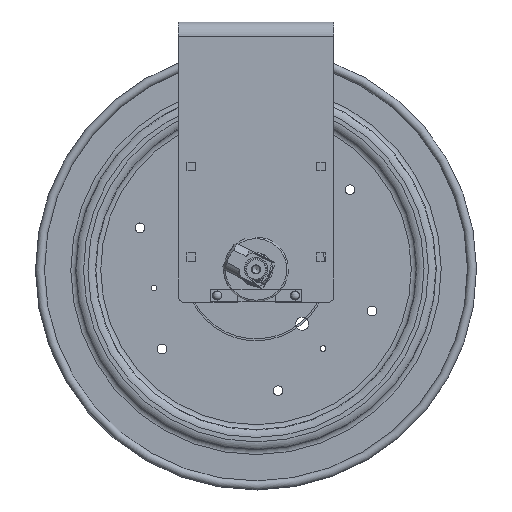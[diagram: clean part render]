
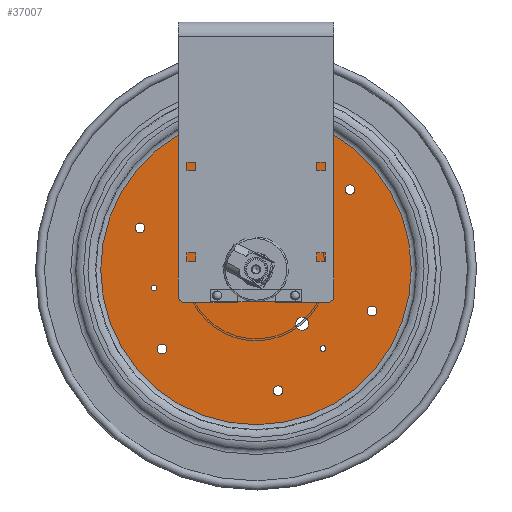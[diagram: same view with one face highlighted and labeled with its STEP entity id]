
A CAD part, left-side view. The second image highlights one B-rep face of the part: STEP entity #37007.
In plain terms, the highlighted planar face has unit normal (-1, 0, 0).
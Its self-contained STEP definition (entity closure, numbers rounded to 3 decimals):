
#10027=FACE_BOUND('',#12971,.T.);
#10028=FACE_BOUND('',#12972,.T.);
#10029=FACE_BOUND('',#12973,.T.);
#10030=FACE_BOUND('',#12974,.T.);
#10031=FACE_BOUND('',#12975,.T.);
#10032=FACE_BOUND('',#12976,.T.);
#10033=FACE_BOUND('',#12977,.T.);
#10034=FACE_BOUND('',#12978,.T.);
#10035=FACE_BOUND('',#12979,.T.);
#10036=FACE_BOUND('',#12980,.T.);
#10037=FACE_BOUND('',#12981,.T.);
#10038=FACE_BOUND('',#12982,.T.);
#10039=FACE_BOUND('',#12983,.T.);
#11341=FACE_OUTER_BOUND('',#12970,.T.);
#12970=EDGE_LOOP('',(#32925,#32926));
#12971=EDGE_LOOP('',(#32927));
#12972=EDGE_LOOP('',(#32928));
#12973=EDGE_LOOP('',(#32929));
#12974=EDGE_LOOP('',(#32930));
#12975=EDGE_LOOP('',(#32931));
#12976=EDGE_LOOP('',(#32932));
#12977=EDGE_LOOP('',(#32933));
#12978=EDGE_LOOP('',(#32934));
#12979=EDGE_LOOP('',(#32935));
#12980=EDGE_LOOP('',(#32936));
#12981=EDGE_LOOP('',(#32937));
#12982=EDGE_LOOP('',(#32938));
#12983=EDGE_LOOP('',(#32939));
#13638=CIRCLE('',#38638,0.43);
#13639=CIRCLE('',#38640,0.25);
#13640=CIRCLE('',#38642,0.25);
#13641=CIRCLE('',#38644,0.25);
#13642=CIRCLE('',#38646,0.11);
#13643=CIRCLE('',#38648,0.188);
#13644=CIRCLE('',#38650,0.188);
#13645=CIRCLE('',#38652,0.188);
#13646=CIRCLE('',#38654,0.188);
#13647=CIRCLE('',#38656,0.188);
#13648=CIRCLE('',#38658,0.188);
#13649=CIRCLE('',#38660,0.11);
#13650=CIRCLE('',#38662,0.11);
#13667=CIRCLE('',#38686,5.983);
#13668=CIRCLE('',#38687,5.983);
#18203=VERTEX_POINT('',#71101);
#18204=VERTEX_POINT('',#71105);
#18205=VERTEX_POINT('',#71109);
#18206=VERTEX_POINT('',#71113);
#18207=VERTEX_POINT('',#71117);
#18208=VERTEX_POINT('',#71121);
#18209=VERTEX_POINT('',#71125);
#18210=VERTEX_POINT('',#71129);
#18211=VERTEX_POINT('',#71133);
#18212=VERTEX_POINT('',#71137);
#18213=VERTEX_POINT('',#71141);
#18214=VERTEX_POINT('',#71145);
#18215=VERTEX_POINT('',#71149);
#18228=VERTEX_POINT('',#71187);
#18229=VERTEX_POINT('',#71188);
#24170=EDGE_CURVE('',#18203,#18203,#13638,.T.);
#24172=EDGE_CURVE('',#18204,#18204,#13639,.T.);
#24174=EDGE_CURVE('',#18205,#18205,#13640,.T.);
#24176=EDGE_CURVE('',#18206,#18206,#13641,.T.);
#24178=EDGE_CURVE('',#18207,#18207,#13642,.T.);
#24179=EDGE_CURVE('',#18208,#18208,#13643,.T.);
#24181=EDGE_CURVE('',#18209,#18209,#13644,.T.);
#24183=EDGE_CURVE('',#18210,#18210,#13645,.T.);
#24185=EDGE_CURVE('',#18211,#18211,#13646,.T.);
#24187=EDGE_CURVE('',#18212,#18212,#13647,.T.);
#24189=EDGE_CURVE('',#18213,#18213,#13648,.T.);
#24192=EDGE_CURVE('',#18214,#18214,#13649,.T.);
#24194=EDGE_CURVE('',#18215,#18215,#13650,.T.);
#24211=EDGE_CURVE('',#18228,#18229,#13667,.T.);
#24212=EDGE_CURVE('',#18229,#18228,#13668,.T.);
#32925=ORIENTED_EDGE('',*,*,#24211,.F.);
#32926=ORIENTED_EDGE('',*,*,#24212,.F.);
#32927=ORIENTED_EDGE('',*,*,#24170,.T.);
#32928=ORIENTED_EDGE('',*,*,#24172,.T.);
#32929=ORIENTED_EDGE('',*,*,#24174,.T.);
#32930=ORIENTED_EDGE('',*,*,#24176,.T.);
#32931=ORIENTED_EDGE('',*,*,#24178,.T.);
#32932=ORIENTED_EDGE('',*,*,#24179,.T.);
#32933=ORIENTED_EDGE('',*,*,#24181,.T.);
#32934=ORIENTED_EDGE('',*,*,#24183,.T.);
#32935=ORIENTED_EDGE('',*,*,#24185,.T.);
#32936=ORIENTED_EDGE('',*,*,#24187,.T.);
#32937=ORIENTED_EDGE('',*,*,#24189,.T.);
#32938=ORIENTED_EDGE('',*,*,#24192,.T.);
#32939=ORIENTED_EDGE('',*,*,#24194,.T.);
#34334=PLANE('',#38685);
#37007=ADVANCED_FACE('',(#11341,#10027,#10028,#10029,#10030,#10031,#10032,
#10033,#10034,#10035,#10036,#10037,#10038,#10039),#34334,.T.);
#38638=AXIS2_PLACEMENT_3D('',#71103,#45299,#45300);
#38640=AXIS2_PLACEMENT_3D('',#71107,#45304,#45305);
#38642=AXIS2_PLACEMENT_3D('',#71111,#45309,#45310);
#38644=AXIS2_PLACEMENT_3D('',#71115,#45314,#45315);
#38646=AXIS2_PLACEMENT_3D('',#71119,#45319,#45320);
#38648=AXIS2_PLACEMENT_3D('',#71122,#45323,#45324);
#38650=AXIS2_PLACEMENT_3D('',#71126,#45328,#45329);
#38652=AXIS2_PLACEMENT_3D('',#71130,#45333,#45334);
#38654=AXIS2_PLACEMENT_3D('',#71134,#45338,#45339);
#38656=AXIS2_PLACEMENT_3D('',#71138,#45343,#45344);
#38658=AXIS2_PLACEMENT_3D('',#71142,#45348,#45349);
#38660=AXIS2_PLACEMENT_3D('',#71147,#45354,#45355);
#38662=AXIS2_PLACEMENT_3D('',#71151,#45359,#45360);
#38685=AXIS2_PLACEMENT_3D('',#71186,#45405,#45406);
#38686=AXIS2_PLACEMENT_3D('',#71189,#45407,#45408);
#38687=AXIS2_PLACEMENT_3D('',#71190,#45409,#45410);
#45299=DIRECTION('center_axis',(1.,0.,0.));
#45300=DIRECTION('ref_axis',(0.,0.941,0.338));
#45304=DIRECTION('center_axis',(1.,0.,0.));
#45305=DIRECTION('ref_axis',(0.,0.941,0.338));
#45309=DIRECTION('center_axis',(1.,0.,0.));
#45310=DIRECTION('ref_axis',(0.,0.941,0.338));
#45314=DIRECTION('center_axis',(1.,0.,0.));
#45315=DIRECTION('ref_axis',(0.,0.941,0.338));
#45319=DIRECTION('center_axis',(1.,0.,0.));
#45320=DIRECTION('ref_axis',(0.,0.941,0.338));
#45323=DIRECTION('center_axis',(1.,0.,0.));
#45324=DIRECTION('ref_axis',(0.,-0.941,-0.338));
#45328=DIRECTION('center_axis',(1.,0.,0.));
#45329=DIRECTION('ref_axis',(0.,-0.763,0.646));
#45333=DIRECTION('center_axis',(1.,0.,0.));
#45334=DIRECTION('ref_axis',(0.,0.178,0.984));
#45338=DIRECTION('center_axis',(1.,0.,0.));
#45339=DIRECTION('ref_axis',(0.,0.941,0.338));
#45343=DIRECTION('center_axis',(1.,0.,0.));
#45344=DIRECTION('ref_axis',(0.,0.763,-0.646));
#45348=DIRECTION('center_axis',(1.,0.,0.));
#45349=DIRECTION('ref_axis',(0.,-0.178,-0.984));
#45354=DIRECTION('center_axis',(1.,0.,0.));
#45355=DIRECTION('ref_axis',(0.,-0.178,-0.984));
#45359=DIRECTION('center_axis',(1.,0.,0.));
#45360=DIRECTION('ref_axis',(0.,-0.763,0.646));
#45405=DIRECTION('center_axis',(-1.,0.,0.));
#45406=DIRECTION('ref_axis',(0.,-0.338,0.941));
#45407=DIRECTION('center_axis',(1.,0.,0.));
#45408=DIRECTION('ref_axis',(0.,0.941,0.338));
#45409=DIRECTION('center_axis',(1.,0.,0.));
#45410=DIRECTION('ref_axis',(0.,0.941,0.338));
#71101=CARTESIAN_POINT('',(-3.981,-0.4,-9.493));
#71103=CARTESIAN_POINT('Origin',(-3.981,0.005,-9.347));
#71105=CARTESIAN_POINT('',(-3.981,2.476,-9.922));
#71107=CARTESIAN_POINT('Origin',(-3.981,2.711,-9.838));
#71109=CARTESIAN_POINT('',(-3.981,-1.159,-6.843));
#71111=CARTESIAN_POINT('Origin',(-3.981,-0.923,-6.759));
#71113=CARTESIAN_POINT('',(-3.981,-2.008,-11.53));
#71115=CARTESIAN_POINT('Origin',(-3.981,-1.773,-11.446));
#71117=CARTESIAN_POINT('',(-3.981,-1.448,-5.619));
#71119=CARTESIAN_POINT('Origin',(-3.981,-1.345,-5.582));
#71121=CARTESIAN_POINT('',(-3.981,1.028,-4.61));
#71122=CARTESIAN_POINT('Origin',(-3.981,0.852,-4.674));
#71125=CARTESIAN_POINT('',(-3.981,4.619,-7.865));
#71126=CARTESIAN_POINT('Origin',(-3.981,4.476,-7.744));
#71129=CARTESIAN_POINT('',(-3.981,3.596,-12.602));
#71130=CARTESIAN_POINT('Origin',(-3.981,3.629,-12.418));
#71133=CARTESIAN_POINT('',(-3.981,-1.018,-14.085));
#71134=CARTESIAN_POINT('Origin',(-3.981,-0.842,-14.021));
#71137=CARTESIAN_POINT('',(-3.981,-4.609,-10.83));
#71138=CARTESIAN_POINT('Origin',(-3.981,-4.466,-10.951));
#71141=CARTESIAN_POINT('',(-3.981,-3.586,-6.093));
#71142=CARTESIAN_POINT('Origin',(-3.981,-3.619,-6.277));
#71145=CARTESIAN_POINT('',(-3.981,3.96,-9.953));
#71147=CARTESIAN_POINT('Origin',(-3.981,3.941,-10.061));
#71149=CARTESIAN_POINT('',(-3.981,-2.497,-12.47));
#71151=CARTESIAN_POINT('Origin',(-3.981,-2.581,-12.4));
#71186=CARTESIAN_POINT('Origin',(-3.981,2.821,-8.338));
#71187=CARTESIAN_POINT('',(-3.981,5.637,-7.328));
#71188=CARTESIAN_POINT('',(-3.981,-2.015,-3.716));
#71189=CARTESIAN_POINT('Origin',(-3.981,0.005,-9.347));
#71190=CARTESIAN_POINT('Origin',(-3.981,0.005,-9.347));
